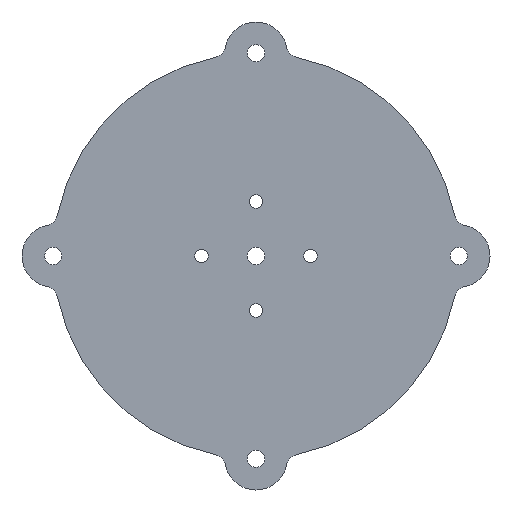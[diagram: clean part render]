
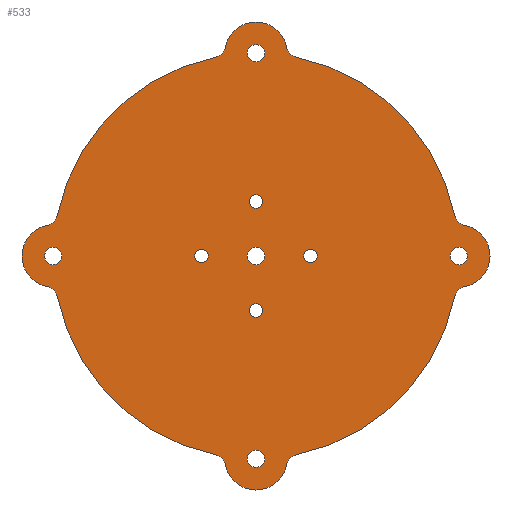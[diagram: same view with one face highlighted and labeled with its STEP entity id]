
A CAD part, front view. The second image highlights one B-rep face of the part: STEP entity #533.
In plain terms, the highlighted planar face has unit normal (0, -1, 0).
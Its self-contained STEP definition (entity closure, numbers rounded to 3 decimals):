
#24=FACE_BOUND('',#98,.T.);
#25=FACE_BOUND('',#99,.T.);
#26=FACE_BOUND('',#100,.T.);
#27=FACE_BOUND('',#101,.T.);
#28=FACE_BOUND('',#102,.T.);
#29=FACE_BOUND('',#103,.T.);
#30=FACE_BOUND('',#104,.T.);
#31=FACE_BOUND('',#105,.T.);
#32=FACE_BOUND('',#106,.T.);
#34=PLANE('',#633);
#61=FACE_OUTER_BOUND('',#97,.T.);
#97=EDGE_LOOP('',(#457,#458,#459,#460,#461,#462,#463,#464,#465,#466,#467,
#468,#469,#470,#471,#472));
#98=EDGE_LOOP('',(#473));
#99=EDGE_LOOP('',(#474));
#100=EDGE_LOOP('',(#475));
#101=EDGE_LOOP('',(#476));
#102=EDGE_LOOP('',(#477));
#103=EDGE_LOOP('',(#478));
#104=EDGE_LOOP('',(#479));
#105=EDGE_LOOP('',(#480));
#106=EDGE_LOOP('',(#481));
#158=CIRCLE('',#559,2.15);
#160=CIRCLE('',#562,2.15);
#162=CIRCLE('',#565,2.15);
#164=CIRCLE('',#568,2.15);
#165=CIRCLE('',#570,4.);
#167=CIRCLE('',#573,65.);
#169=CIRCLE('',#576,4.);
#172=CIRCLE('',#580,10.);
#173=CIRCLE('',#582,4.);
#176=CIRCLE('',#586,65.);
#177=CIRCLE('',#588,4.);
#180=CIRCLE('',#592,10.);
#181=CIRCLE('',#594,4.);
#183=CIRCLE('',#597,10.);
#185=CIRCLE('',#600,4.);
#188=CIRCLE('',#604,65.);
#189=CIRCLE('',#606,4.);
#192=CIRCLE('',#610,65.);
#193=CIRCLE('',#612,4.);
#196=CIRCLE('',#616,10.);
#198=CIRCLE('',#619,2.75);
#200=CIRCLE('',#622,2.75);
#202=CIRCLE('',#625,2.75);
#204=CIRCLE('',#628,2.75);
#206=CIRCLE('',#631,2.75);
#208=VERTEX_POINT('',#819);
#210=VERTEX_POINT('',#825);
#212=VERTEX_POINT('',#831);
#214=VERTEX_POINT('',#837);
#215=VERTEX_POINT('',#841);
#216=VERTEX_POINT('',#842);
#219=VERTEX_POINT('',#850);
#221=VERTEX_POINT('',#856);
#222=VERTEX_POINT('',#857);
#225=VERTEX_POINT('',#868);
#226=VERTEX_POINT('',#869);
#229=VERTEX_POINT('',#880);
#230=VERTEX_POINT('',#881);
#233=VERTEX_POINT('',#892);
#234=VERTEX_POINT('',#893);
#237=VERTEX_POINT('',#901);
#239=VERTEX_POINT('',#907);
#241=VERTEX_POINT('',#916);
#242=VERTEX_POINT('',#917);
#245=VERTEX_POINT('',#928);
#248=VERTEX_POINT('',#939);
#250=VERTEX_POINT('',#945);
#252=VERTEX_POINT('',#951);
#254=VERTEX_POINT('',#957);
#256=VERTEX_POINT('',#963);
#259=EDGE_CURVE('',#208,#208,#158,.T.);
#262=EDGE_CURVE('',#210,#210,#160,.T.);
#265=EDGE_CURVE('',#212,#212,#162,.T.);
#268=EDGE_CURVE('',#214,#214,#164,.T.);
#269=EDGE_CURVE('',#215,#216,#165,.T.);
#273=EDGE_CURVE('',#216,#219,#167,.T.);
#276=EDGE_CURVE('',#221,#222,#169,.T.);
#281=EDGE_CURVE('',#222,#215,#172,.T.);
#282=EDGE_CURVE('',#225,#226,#173,.T.);
#287=EDGE_CURVE('',#226,#221,#176,.T.);
#288=EDGE_CURVE('',#229,#230,#177,.T.);
#293=EDGE_CURVE('',#230,#225,#180,.T.);
#294=EDGE_CURVE('',#233,#234,#181,.T.);
#298=EDGE_CURVE('',#234,#237,#183,.T.);
#301=EDGE_CURVE('',#237,#239,#185,.T.);
#305=EDGE_CURVE('',#239,#229,#188,.T.);
#306=EDGE_CURVE('',#241,#242,#189,.T.);
#311=EDGE_CURVE('',#242,#233,#192,.T.);
#312=EDGE_CURVE('',#219,#245,#193,.T.);
#316=EDGE_CURVE('',#245,#241,#196,.T.);
#319=EDGE_CURVE('',#248,#248,#198,.T.);
#322=EDGE_CURVE('',#250,#250,#200,.T.);
#325=EDGE_CURVE('',#252,#252,#202,.T.);
#328=EDGE_CURVE('',#254,#254,#204,.T.);
#331=EDGE_CURVE('',#256,#256,#206,.T.);
#457=ORIENTED_EDGE('',*,*,#288,.F.);
#458=ORIENTED_EDGE('',*,*,#305,.F.);
#459=ORIENTED_EDGE('',*,*,#301,.F.);
#460=ORIENTED_EDGE('',*,*,#298,.F.);
#461=ORIENTED_EDGE('',*,*,#294,.F.);
#462=ORIENTED_EDGE('',*,*,#311,.F.);
#463=ORIENTED_EDGE('',*,*,#306,.F.);
#464=ORIENTED_EDGE('',*,*,#316,.F.);
#465=ORIENTED_EDGE('',*,*,#312,.F.);
#466=ORIENTED_EDGE('',*,*,#273,.F.);
#467=ORIENTED_EDGE('',*,*,#269,.F.);
#468=ORIENTED_EDGE('',*,*,#281,.F.);
#469=ORIENTED_EDGE('',*,*,#276,.F.);
#470=ORIENTED_EDGE('',*,*,#287,.F.);
#471=ORIENTED_EDGE('',*,*,#282,.F.);
#472=ORIENTED_EDGE('',*,*,#293,.F.);
#473=ORIENTED_EDGE('',*,*,#259,.T.);
#474=ORIENTED_EDGE('',*,*,#262,.T.);
#475=ORIENTED_EDGE('',*,*,#265,.T.);
#476=ORIENTED_EDGE('',*,*,#268,.T.);
#477=ORIENTED_EDGE('',*,*,#331,.F.);
#478=ORIENTED_EDGE('',*,*,#328,.F.);
#479=ORIENTED_EDGE('',*,*,#325,.F.);
#480=ORIENTED_EDGE('',*,*,#322,.F.);
#481=ORIENTED_EDGE('',*,*,#319,.F.);
#533=ADVANCED_FACE('',(#61,#24,#25,#26,#27,#28,#29,#30,#31,#32),#34,.F.);
#559=AXIS2_PLACEMENT_3D('',#821,#641,#642);
#562=AXIS2_PLACEMENT_3D('',#827,#648,#649);
#565=AXIS2_PLACEMENT_3D('',#833,#655,#656);
#568=AXIS2_PLACEMENT_3D('',#839,#662,#663);
#570=AXIS2_PLACEMENT_3D('',#843,#666,#667);
#573=AXIS2_PLACEMENT_3D('',#851,#674,#675);
#576=AXIS2_PLACEMENT_3D('',#858,#681,#682);
#580=AXIS2_PLACEMENT_3D('',#866,#691,#692);
#582=AXIS2_PLACEMENT_3D('',#870,#695,#696);
#586=AXIS2_PLACEMENT_3D('',#878,#705,#706);
#588=AXIS2_PLACEMENT_3D('',#882,#709,#710);
#592=AXIS2_PLACEMENT_3D('',#890,#719,#720);
#594=AXIS2_PLACEMENT_3D('',#894,#723,#724);
#597=AXIS2_PLACEMENT_3D('',#902,#731,#732);
#600=AXIS2_PLACEMENT_3D('',#908,#738,#739);
#604=AXIS2_PLACEMENT_3D('',#914,#747,#748);
#606=AXIS2_PLACEMENT_3D('',#918,#751,#752);
#610=AXIS2_PLACEMENT_3D('',#926,#761,#762);
#612=AXIS2_PLACEMENT_3D('',#929,#765,#766);
#616=AXIS2_PLACEMENT_3D('',#935,#774,#775);
#619=AXIS2_PLACEMENT_3D('',#941,#781,#782);
#622=AXIS2_PLACEMENT_3D('',#947,#788,#789);
#625=AXIS2_PLACEMENT_3D('',#953,#795,#796);
#628=AXIS2_PLACEMENT_3D('',#959,#802,#803);
#631=AXIS2_PLACEMENT_3D('',#965,#809,#810);
#633=AXIS2_PLACEMENT_3D('',#967,#813,#814);
#641=DIRECTION('center_axis',(0.,1.,0.));
#642=DIRECTION('ref_axis',(1.,0.,0.));
#648=DIRECTION('center_axis',(0.,1.,0.));
#649=DIRECTION('ref_axis',(1.,0.,0.));
#655=DIRECTION('center_axis',(0.,1.,0.));
#656=DIRECTION('ref_axis',(1.,0.,0.));
#662=DIRECTION('center_axis',(0.,1.,0.));
#663=DIRECTION('ref_axis',(1.,0.,0.));
#666=DIRECTION('center_axis',(0.,-1.,0.));
#667=DIRECTION('ref_axis',(-0.703,0.,0.712));
#674=DIRECTION('center_axis',(0.,1.,0.));
#675=DIRECTION('ref_axis',(-1.,0.,0.));
#681=DIRECTION('center_axis',(0.,-1.,0.));
#682=DIRECTION('ref_axis',(-0.703,0.,-0.712));
#691=DIRECTION('center_axis',(0.,1.,0.));
#692=DIRECTION('ref_axis',(-1.,0.,0.));
#695=DIRECTION('center_axis',(0.,-1.,0.));
#696=DIRECTION('ref_axis',(-0.712,0.,-0.703));
#705=DIRECTION('center_axis',(0.,1.,0.));
#706=DIRECTION('ref_axis',(-1.,0.,0.));
#709=DIRECTION('center_axis',(0.,-1.,0.));
#710=DIRECTION('ref_axis',(0.712,0.,-0.703));
#719=DIRECTION('center_axis',(0.,1.,0.));
#720=DIRECTION('ref_axis',(-1.,0.,0.));
#723=DIRECTION('center_axis',(0.,-1.,0.));
#724=DIRECTION('ref_axis',(0.703,0.,0.712));
#731=DIRECTION('center_axis',(0.,1.,0.));
#732=DIRECTION('ref_axis',(-1.,0.,0.));
#738=DIRECTION('center_axis',(0.,-1.,0.));
#739=DIRECTION('ref_axis',(0.703,0.,-0.712));
#747=DIRECTION('center_axis',(0.,1.,0.));
#748=DIRECTION('ref_axis',(-1.,0.,0.));
#751=DIRECTION('center_axis',(0.,-1.,0.));
#752=DIRECTION('ref_axis',(0.712,0.,0.703));
#761=DIRECTION('center_axis',(0.,1.,0.));
#762=DIRECTION('ref_axis',(-1.,0.,0.));
#765=DIRECTION('center_axis',(0.,-1.,0.));
#766=DIRECTION('ref_axis',(-0.712,0.,0.703));
#774=DIRECTION('center_axis',(0.,1.,0.));
#775=DIRECTION('ref_axis',(-1.,0.,0.));
#781=DIRECTION('center_axis',(0.,-1.,0.));
#782=DIRECTION('ref_axis',(1.,0.,0.));
#788=DIRECTION('center_axis',(0.,-1.,0.));
#789=DIRECTION('ref_axis',(1.,0.,0.));
#795=DIRECTION('center_axis',(0.,-1.,0.));
#796=DIRECTION('ref_axis',(1.,0.,0.));
#802=DIRECTION('center_axis',(0.,-1.,0.));
#803=DIRECTION('ref_axis',(1.,0.,0.));
#809=DIRECTION('center_axis',(0.,-1.,0.));
#810=DIRECTION('ref_axis',(1.,0.,0.));
#813=DIRECTION('center_axis',(0.,1.,0.));
#814=DIRECTION('ref_axis',(0.,0.,1.));
#819=CARTESIAN_POINT('',(15.35,0.,0.));
#821=CARTESIAN_POINT('Origin',(17.5,0.,0.));
#825=CARTESIAN_POINT('',(-2.15,0.,17.5));
#827=CARTESIAN_POINT('Origin',(0.,0.,17.5));
#831=CARTESIAN_POINT('',(-19.65,0.,0.));
#833=CARTESIAN_POINT('Origin',(-17.5,0.,0.));
#837=CARTESIAN_POINT('',(-2.15,0.,-17.5));
#839=CARTESIAN_POINT('Origin',(0.,0.,-17.5));
#841=CARTESIAN_POINT('',(66.868,0.,-9.824));
#842=CARTESIAN_POINT('',(63.696,0.,-12.956));
#843=CARTESIAN_POINT('Origin',(67.615,0.,-13.754));
#850=CARTESIAN_POINT('',(12.956,0.,-63.696));
#851=CARTESIAN_POINT('Origin',(0.,0.,0.));
#856=CARTESIAN_POINT('',(63.696,0.,12.956));
#857=CARTESIAN_POINT('',(66.868,0.,9.824));
#858=CARTESIAN_POINT('Origin',(67.615,0.,13.754));
#866=CARTESIAN_POINT('Origin',(65.,0.,0.));
#868=CARTESIAN_POINT('',(9.824,0.,66.868));
#869=CARTESIAN_POINT('',(12.956,0.,63.696));
#870=CARTESIAN_POINT('Origin',(13.754,0.,67.615));
#878=CARTESIAN_POINT('Origin',(0.,0.,0.));
#880=CARTESIAN_POINT('',(-12.956,0.,63.696));
#881=CARTESIAN_POINT('',(-9.824,0.,66.868));
#882=CARTESIAN_POINT('Origin',(-13.754,0.,67.615));
#890=CARTESIAN_POINT('Origin',(0.,0.,65.));
#892=CARTESIAN_POINT('',(-63.696,0.,-12.956));
#893=CARTESIAN_POINT('',(-66.868,0.,-9.824));
#894=CARTESIAN_POINT('Origin',(-67.615,0.,-13.754));
#901=CARTESIAN_POINT('',(-66.868,0.,9.824));
#902=CARTESIAN_POINT('Origin',(-65.,0.,0.));
#907=CARTESIAN_POINT('',(-63.696,0.,12.956));
#908=CARTESIAN_POINT('Origin',(-67.615,0.,13.754));
#914=CARTESIAN_POINT('Origin',(0.,0.,0.));
#916=CARTESIAN_POINT('',(-9.824,0.,-66.868));
#917=CARTESIAN_POINT('',(-12.956,0.,-63.696));
#918=CARTESIAN_POINT('Origin',(-13.754,0.,-67.615));
#926=CARTESIAN_POINT('Origin',(0.,0.,0.));
#928=CARTESIAN_POINT('',(9.824,0.,-66.868));
#929=CARTESIAN_POINT('Origin',(13.754,0.,-67.615));
#935=CARTESIAN_POINT('Origin',(0.,0.,-65.));
#939=CARTESIAN_POINT('',(-2.75,0.,65.));
#941=CARTESIAN_POINT('Origin',(0.,0.,65.));
#945=CARTESIAN_POINT('',(-67.75,0.,0.));
#947=CARTESIAN_POINT('Origin',(-65.,0.,0.));
#951=CARTESIAN_POINT('',(-2.75,0.,0.));
#953=CARTESIAN_POINT('Origin',(0.,0.,0.));
#957=CARTESIAN_POINT('',(-2.75,0.,-65.));
#959=CARTESIAN_POINT('Origin',(0.,0.,-65.));
#963=CARTESIAN_POINT('',(62.25,0.,0.));
#965=CARTESIAN_POINT('Origin',(65.,0.,0.));
#967=CARTESIAN_POINT('Origin',(69.615,0.,0.));
